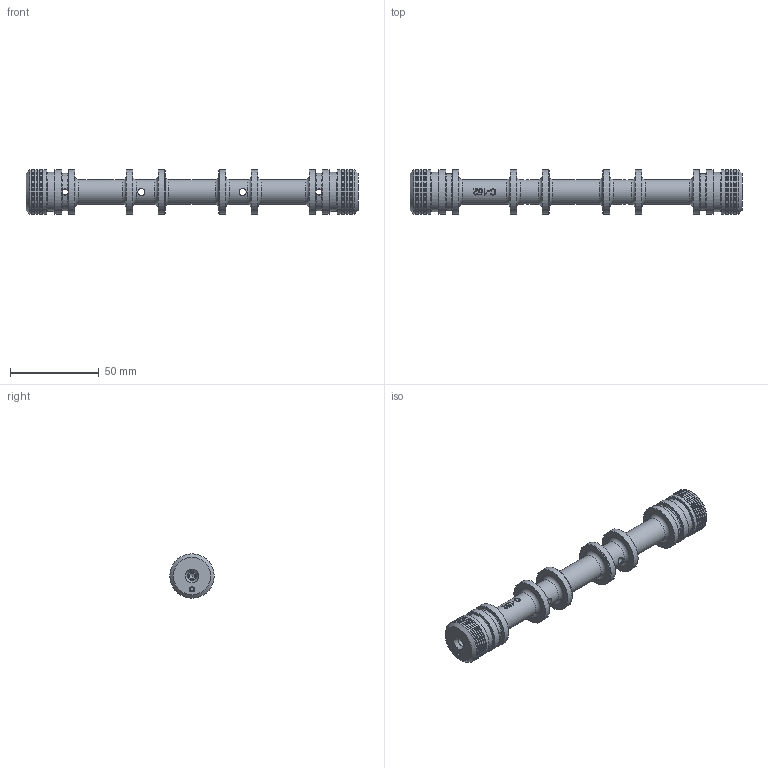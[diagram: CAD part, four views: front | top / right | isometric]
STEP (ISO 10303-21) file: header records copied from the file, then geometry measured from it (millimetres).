
FILE_DESCRIPTION(/* description */ ('Unknown'),/* implementation_level */ '2;1');
FILE_NAME(/* name */ 'AP-2220S152_STEP',/* time_stamp */ '2022-01-07T10:30:48+01:00',/* author */ ('Unknown'),/* organization */ ('Unknown'),/* preprocessor_version */ 'ST-DEVELOPER v16.7',/* originating_system */ 'DEX',/* authorisation */ $);
FILE_SCHEMA (('AUTOMOTIVE_DESIGN {1 0 10303 214 3 1 1}'));
Length unit declared in the file: millimetre
Products named in the file (4): 1435634_KOLBEN 22 C80-330_80-330_000195465; 1444739_STEUERKOLBEN  AP22  C 330_000195463; 1429339_D黶e ohne Bund aus DIN 913_000111771; 1447784_GEWINDESTIFT  M3 x 3 DIN916_000195464
Assembly tree (5 placements, depth 2):
  1435634_KOLBEN 22 C80-330_80-330_000195465
    1444739_STEUERKOLBEN  AP22  C 330_000195463
    1429339_D黶e ohne Bund aus DIN 913_000111771  x2
    1447784_GEWINDESTIFT  M3 x 3 DIN916_000195464  x2
Bounding box: 187 x 25 x 25 mm (x, y, z)
Volume: 47087.7 mm3; surface area: 18919.3 mm2
Topology: 5 solids, 5 shells, 217 faces, 481 edges, 310 vertices
Faces by surface type: plane 103, cylinder 62, cone 26, torus 18, bspline 8
Full cylindrical faces by diameter (mm): 2.459 x4, 2.5 x2, 3 x2, 3.5 x4, 4 x2, 4.917 x4, 6 x2, 14 x5, 22 x2, 24.5 x10, 25 x20
Entity records: 6768 total; most frequent: CARTESIAN_POINT 1643, DIRECTION 738, ORIENTED_EDGE 616, FACE_BOUND 343, EDGE_LOOP 342, AXIS2_PLACEMENT_3D 338, EDGE_CURVE 308, VERTEX_POINT 249
